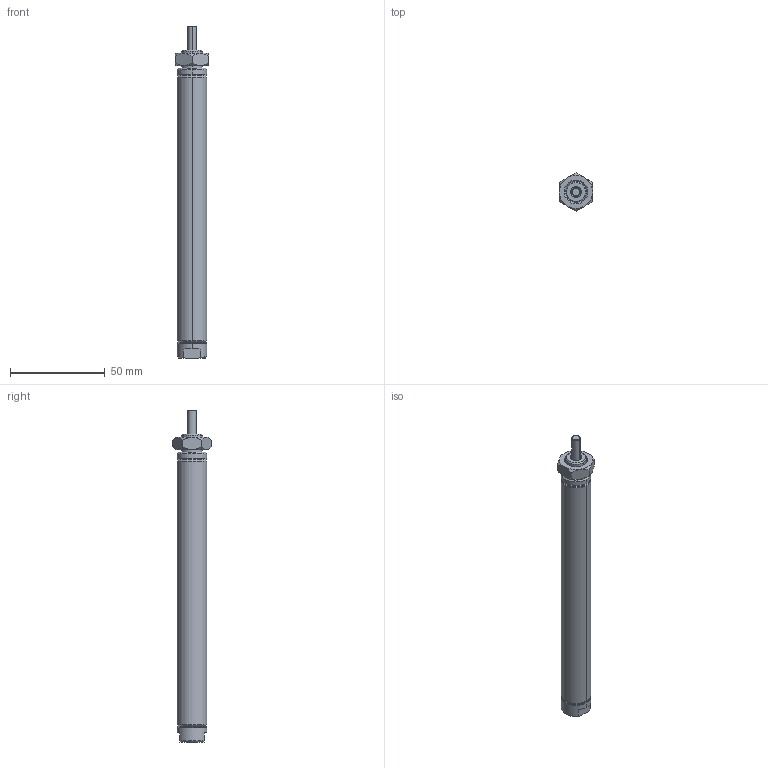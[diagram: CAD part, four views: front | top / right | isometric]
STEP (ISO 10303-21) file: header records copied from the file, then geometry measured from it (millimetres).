
FILE_DESCRIPTION (( 'STEP AP214' ), '1' );
FILE_NAME ('A09030SN.step', '2017-04-04T21:12:17', ( '' ), ( '' ), 'SwSTEP 2.0', 'SolidWorks 2017', '' );
FILE_SCHEMA (( 'AUTOMOTIVE_DESIGN' ));
Length unit declared in the file: inch
Products named in the file (4): A09030SN_Mounting Nut_D-154; A09030SN-Rod; A09030SN-MainBody; A09030SN
Assembly tree (3 placements, depth 2):
  A09030SN
    A09030SN-MainBody
    A09030SN-Rod
    A09030SN_Mounting Nut_D-154
Bounding box: 17.53 x 20.24 x 175.01 mm (x, y, z)
Volume: 20464.9 mm3; surface area: 17381.8 mm2
Topology: 3 solids, 3 shells, 95 faces, 198 edges, 120 vertices
Faces by surface type: cone 38, cylinder 30, plane 27
Entity records: 2832 total; most frequent: CARTESIAN_POINT 599, DIRECTION 474, ORIENTED_EDGE 396, AXIS2_PLACEMENT_3D 203, EDGE_CURVE 198, VERTEX_POINT 120, EDGE_LOOP 110, CIRCLE 102
